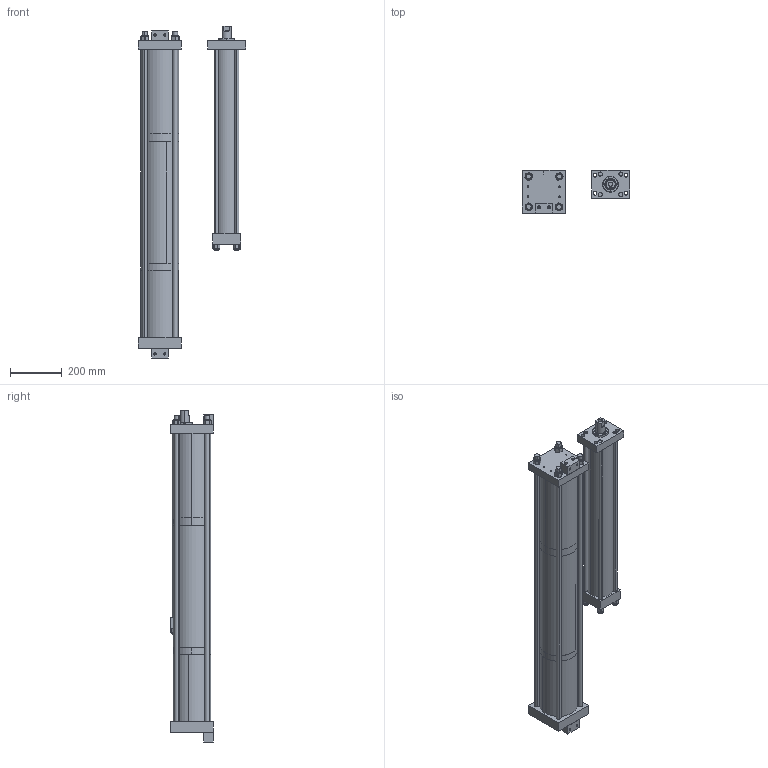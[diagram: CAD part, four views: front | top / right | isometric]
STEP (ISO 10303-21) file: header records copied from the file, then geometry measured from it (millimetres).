
FILE_DESCRIPTION (( 'STEP AP203' ), '1' );
FILE_NAME ('HPX-5-24.00-1.50-FH.STEP', '2018-05-10T15:47:14', ( '' ), ( '' ), 'SwSTEP 2.0', 'SolidWorks 2016', '' );
FILE_SCHEMA (( 'CONFIG_CONTROL_DESIGN' ));
Length unit declared in the file: inch
Products named in the file (18): E1011_HPX-5-24-1; F1062; NLN .625; E1061_HPX-5-12-1.50; E0404; E0401_Work Rod HPI-4-2-.25; E10BRK; E1013; ES1014_HPX-5-12-1.50; NLN .75; E1063_4-6.00-2.50-FH-ISLC-EPLT-S10 (48 LG.); G1010; E0460_HPX-5-24-1; E0459; ES0405_HPX-5-24-1; F0403; HPX-5-24.00-1.50-FH; E1064
Assembly tree (30 placements, depth 2):
  HPX-5-24.00-1.50-FH
    E0404
    F0403
    E0401_Work Rod HPI-4-2-.25
    E0459
    NLN .625  x4
    E1064
    E1013
    G1010
    F1062
    E10BRK  x2
    NLN .75  x4
    ES0405_HPX-5-24-1
    E0460_HPX-5-24-1  x4
    E1011_HPX-5-24-1
    ES1014_HPX-5-12-1.50
    E1061_HPX-5-12-1.50
    E1063_4-6.00-2.50-FH-ISLC-EPLT-S10 (48 LG.)  x4
Bounding box: 412.75 x 165.1 x 1280.36 mm (x, y, z)
Volume: 11838445.1 mm3; surface area: 2312510.2 mm2
Topology: 31 solids, 31 shells, 781 faces, 1833 edges, 1055 vertices
Faces by surface type: cylinder 395, plane 246, sphere 49, bspline 48, cone 43
Entity records: 16504 total; most frequent: CARTESIAN_POINT 3557, DIRECTION 2439, ORIENTED_EDGE 2030, EDGE_CURVE 1015, AXIS2_PLACEMENT_3D 1006, VERTEX_POINT 643, EDGE_LOOP 580, CIRCLE 534
